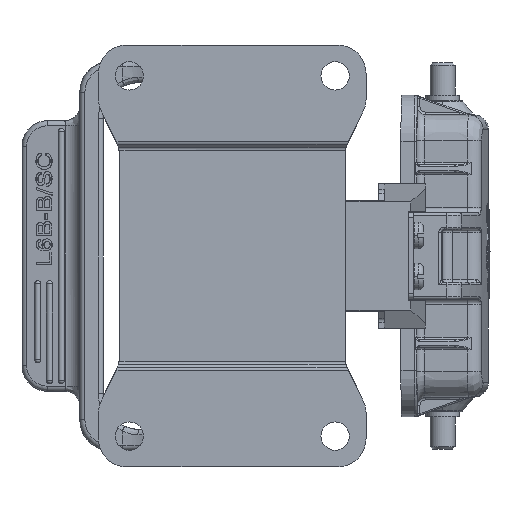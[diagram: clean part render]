
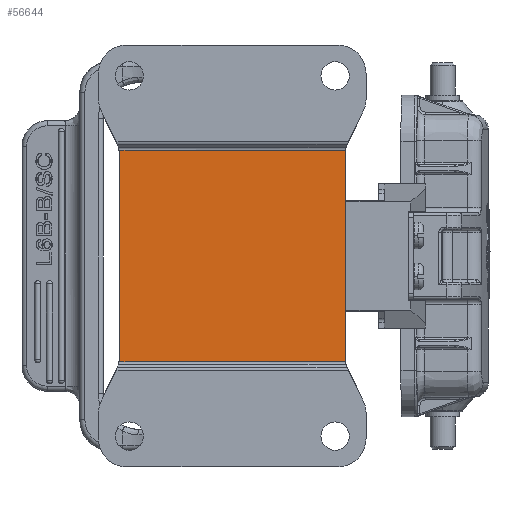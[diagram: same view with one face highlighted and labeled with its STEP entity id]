
A CAD part, front view. The second image highlights one B-rep face of the part: STEP entity #56644.
In plain terms, the highlighted planar face has unit normal (0, -1, 0).
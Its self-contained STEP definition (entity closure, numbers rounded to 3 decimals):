
#7192=CARTESIAN_POINT('',(-21.941,-25.75,19.749));
#7193=CARTESIAN_POINT('',(-21.941,-25.75,20.025));
#7194=CARTESIAN_POINT('',(-21.963,-25.75,20.3));
#7195=CARTESIAN_POINT('',(-22.009,-25.75,20.572));
#7197=DIRECTION('',(0.,0.,-1.));
#7198=VECTOR('',#7197,39.498);
#7199=CARTESIAN_POINT('',(21.941,-25.75,19.749));
#7200=LINE('',#7199,#7198);
#7201=CARTESIAN_POINT('',(21.941,-25.75,-19.749));
#7202=CARTESIAN_POINT('',(21.941,-25.75,-20.025));
#7203=CARTESIAN_POINT('',(21.963,-25.75,-20.3));
#7204=CARTESIAN_POINT('',(22.009,-25.75,-20.572));
#7206=DIRECTION('',(0.,0.,1.));
#7207=VECTOR('',#7206,39.498);
#7208=CARTESIAN_POINT('',(-21.941,-25.75,
-19.749));
#7209=LINE('',#7208,#7207);
#11301=CARTESIAN_POINT('',(21.941,-25.75,19.749));
#11302=CARTESIAN_POINT('',(21.941,-25.75,20.025));
#11303=CARTESIAN_POINT('',(21.963,-25.75,20.3));
#11304=CARTESIAN_POINT('',(22.009,-25.75,20.572));
#11493=DIRECTION('',(-1.,0.,0.));
#11494=VECTOR('',#11493,44.018);
#11495=CARTESIAN_POINT('',(22.009,-25.75,20.572));
#11496=LINE('',#11495,#11494);
#32771=CARTESIAN_POINT('',(-21.941,-25.75,-19.749));
#32772=CARTESIAN_POINT('',(-21.941,-25.75,-20.025));
#32773=CARTESIAN_POINT('',(-21.963,-25.75,-20.3));
#32774=CARTESIAN_POINT('',(-22.009,-25.75,-20.572));
#32783=DIRECTION('',(1.,0.,0.));
#32784=VECTOR('',#32783,44.018);
#32785=CARTESIAN_POINT('',(-22.009,-25.75,-20.572));
#32786=LINE('',#32785,#32784);
#37919=CARTESIAN_POINT('',(21.941,-25.75,
-19.749));
#37920=VERTEX_POINT('',#37919);
#37921=CARTESIAN_POINT('',(21.941,-25.75,
19.749));
#37922=VERTEX_POINT('',#37921);
#38045=CARTESIAN_POINT('',(-21.941,-25.75,
-19.749));
#38046=CARTESIAN_POINT('',(-21.941,-25.75,
19.749));
#38047=VERTEX_POINT('',#38045);
#38048=VERTEX_POINT('',#38046);
#38056=VERTEX_POINT('',#7195);
#38057=CARTESIAN_POINT('',(22.009,-25.75,20.572));
#38058=VERTEX_POINT('',#38057);
#38059=VERTEX_POINT('',#7204);
#38060=CARTESIAN_POINT('',(-22.009,-25.75,-20.572));
#38061=VERTEX_POINT('',#38060);
#56623=CARTESIAN_POINT('',(-47.,-25.75,20.904));
#56624=DIRECTION('',(0.,1.,0.));
#56625=DIRECTION('',(0.,0.,1.));
#56626=AXIS2_PLACEMENT_3D('',#56623,#56624,#56625);
#56627=PLANE('',#56626);
#56629=ORIENTED_EDGE('',*,*,#56628,.T.);
#56631=ORIENTED_EDGE('',*,*,#56630,.F.);
#56633=ORIENTED_EDGE('',*,*,#56632,.F.);
#56634=ORIENTED_EDGE('',*,*,#56029,.T.);
#56636=ORIENTED_EDGE('',*,*,#56635,.T.);
#56638=ORIENTED_EDGE('',*,*,#56637,.F.);
#56640=ORIENTED_EDGE('',*,*,#56639,.F.);
#56641=ORIENTED_EDGE('',*,*,#56600,.T.);
#56642=EDGE_LOOP('',(#56629,#56631,#56633,#56634,#56636,#56638,#56640,#56641));
#56643=FACE_OUTER_BOUND('',#56642,.F.);
#56644=ADVANCED_FACE('',(#56643),#56627,.F.);
#7196=B_SPLINE_CURVE_WITH_KNOTS('',3,(#7192,#7193,#7194,#7195),.UNSPECIFIED.,
.F.,.F.,(4,4),(0.,1.),.UNSPECIFIED.);
#7205=B_SPLINE_CURVE_WITH_KNOTS('',3,(#7201,#7202,#7203,#7204),.UNSPECIFIED.,
.F.,.F.,(4,4),(0.,1.),.UNSPECIFIED.);
#11305=B_SPLINE_CURVE_WITH_KNOTS('',3,(#11301,#11302,#11303,#11304),
.UNSPECIFIED.,.F.,.F.,(4,4),(0.,1.),.UNSPECIFIED.);
#32775=B_SPLINE_CURVE_WITH_KNOTS('',3,(#32771,#32772,#32773,#32774),
.UNSPECIFIED.,.F.,.F.,(4,4),(0.,1.),.UNSPECIFIED.);
#56029=EDGE_CURVE('',#37922,#37920,#7200,.T.);
#56600=EDGE_CURVE('',#38047,#38048,#7209,.T.);
#56628=EDGE_CURVE('',#38048,#38056,#7196,.T.);
#56630=EDGE_CURVE('',#38058,#38056,#11496,.T.);
#56632=EDGE_CURVE('',#37922,#38058,#11305,.T.);
#56635=EDGE_CURVE('',#37920,#38059,#7205,.T.);
#56637=EDGE_CURVE('',#38061,#38059,#32786,.T.);
#56639=EDGE_CURVE('',#38047,#38061,#32775,.T.);
